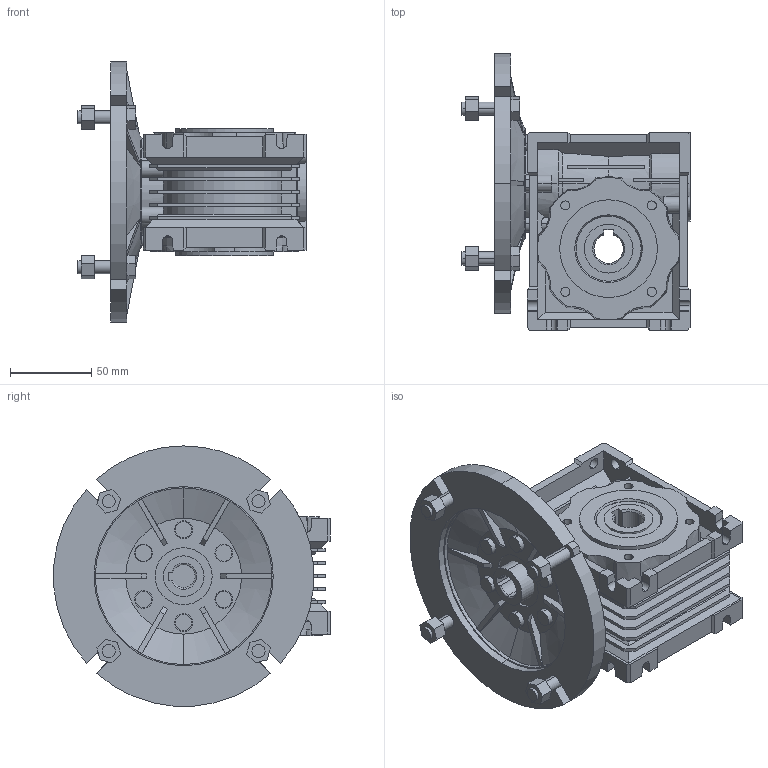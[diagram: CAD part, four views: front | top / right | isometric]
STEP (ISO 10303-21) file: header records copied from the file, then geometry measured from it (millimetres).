
FILE_DESCRIPTION (( 'STEP AP214' ), '1' );
FILE_NAME ('PMRV040_71_B5.STEP', '2018-05-29T09:53:31', ( 'admin' ), ( '' ), 'SwSTEP 2.0', 'SolidWorks 2018', '' );
FILE_SCHEMA (( 'AUTOMOTIVE_DESIGN' ));
Length unit declared in the file: millimetre
Products named in the file (1): PMRV040_71_B5
Bounding box: 140 x 169.74 x 159.74 mm (x, y, z)
Volume: 791674.6 mm3; surface area: 195346.4 mm2
Topology: 4 solids, 6 shells, 921 faces, 2443 edges, 1583 vertices
Faces by surface type: plane 566, cylinder 267, cone 75, torus 7, bspline 6
Entity records: 30081 total; most frequent: CARTESIAN_POINT 6988, ORIENTED_EDGE 4886, DIRECTION 4756, EDGE_CURVE 2443, AXIS2_PLACEMENT_3D 1645, VERTEX_POINT 1583, VECTOR 1466, LINE 1466
